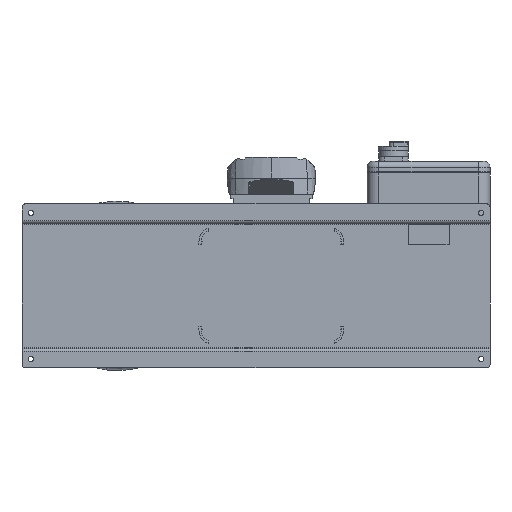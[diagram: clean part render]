
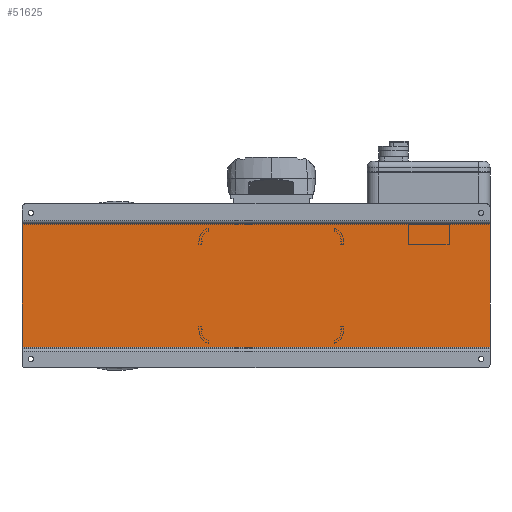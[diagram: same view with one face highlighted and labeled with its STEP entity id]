
A CAD part, front view. The second image highlights one B-rep face of the part: STEP entity #51625.
In plain terms, the highlighted planar face has unit normal (0, -1, 0).
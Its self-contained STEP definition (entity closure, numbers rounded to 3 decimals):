
#5393 = EDGE_CURVE ( 'NONE', #45165, #35534, #46307, .T. ) ;
#8390 = ORIENTED_EDGE ( 'NONE', *, *, #48112, .F. ) ;
#10067 = DIRECTION ( 'NONE',  ( 0., 1., 0. ) ) ;
#10520 = CARTESIAN_POINT ( 'NONE',  ( 400., 51., -105. ) ) ;
#12930 = CARTESIAN_POINT ( 'NONE',  ( 400., 51., -105. ) ) ;
#15199 = CARTESIAN_POINT ( 'NONE',  ( -400., 51., -105. ) ) ;
#17191 = VECTOR ( 'NONE', #55417, 1000. ) ;
#22175 = EDGE_CURVE ( 'NONE', #35534, #75055, #41538, .T. ) ;
#33491 = ORIENTED_EDGE ( 'NONE', *, *, #22175, .T. ) ;
#34427 = CARTESIAN_POINT ( 'NONE',  ( 400., 51., -105. ) ) ;
#35534 = VERTEX_POINT ( 'NONE', #60554 ) ;
#35889 = CARTESIAN_POINT ( 'NONE',  ( -400., 51., -105. ) ) ;
#37308 = FACE_OUTER_BOUND ( 'NONE', #52536, .T. ) ;
#39755 = CARTESIAN_POINT ( 'NONE',  ( 400., 51., 105. ) ) ;
#41538 = LINE ( 'NONE', #15199, #17191 ) ;
#43755 = EDGE_CURVE ( 'NONE', #45165, #45899, #87997, .T. ) ;
#45165 = VERTEX_POINT ( 'NONE', #39755 ) ;
#45899 = VERTEX_POINT ( 'NONE', #34427 ) ;
#46307 = LINE ( 'NONE', #60567, #53116 ) ;
#47256 = AXIS2_PLACEMENT_3D ( 'NONE', #10520, #10067, #77154 ) ;
#48112 = EDGE_CURVE ( 'NONE', #45899, #75055, #68745, .T. ) ;
#50293 = PLANE ( 'NONE',  #47256 ) ;
#51625 = ADVANCED_FACE ( 'NONE', ( #37308 ), #50293, .F. ) ;
#52536 = EDGE_LOOP ( 'NONE', ( #33491, #8390, #70587, #66228 ) ) ;
#52982 = DIRECTION ( 'NONE',  ( -1., 0., 0. ) ) ;
#53116 = VECTOR ( 'NONE', #52982, 1000. ) ;
#55417 = DIRECTION ( 'NONE',  ( 0., 0., -1. ) ) ;
#60554 = CARTESIAN_POINT ( 'NONE',  ( -400., 51., 105. ) ) ;
#60567 = CARTESIAN_POINT ( 'NONE',  ( 400., 51., 105. ) ) ;
#66228 = ORIENTED_EDGE ( 'NONE', *, *, #5393, .T. ) ;
#66462 = DIRECTION ( 'NONE',  ( 0., 0., -1. ) ) ;
#68745 = LINE ( 'NONE', #12930, #72608 ) ;
#70587 = ORIENTED_EDGE ( 'NONE', *, *, #43755, .F. ) ;
#72608 = VECTOR ( 'NONE', #81384, 1000. ) ;
#74631 = VECTOR ( 'NONE', #66462, 1000. ) ;
#75055 = VERTEX_POINT ( 'NONE', #35889 ) ;
#77154 = DIRECTION ( 'NONE',  ( 0., 0., 1. ) ) ;
#79938 = CARTESIAN_POINT ( 'NONE',  ( 400., 51., 105. ) ) ;
#81384 = DIRECTION ( 'NONE',  ( -1., 0., 0. ) ) ;
#87997 = LINE ( 'NONE', #79938, #74631 ) ;
